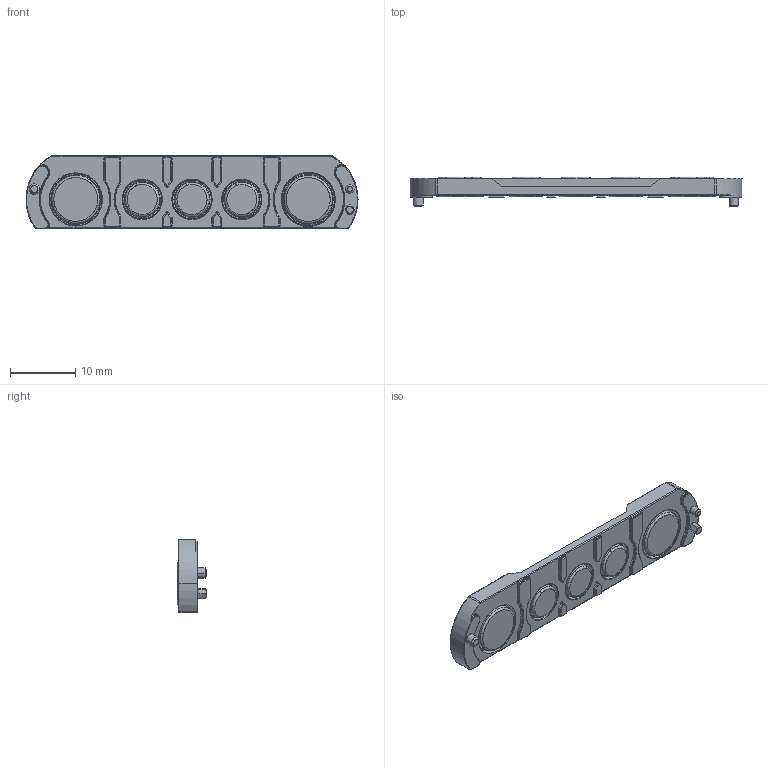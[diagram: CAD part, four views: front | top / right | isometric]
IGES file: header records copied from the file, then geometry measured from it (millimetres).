
Start section: SolidWorks IGES file using analytic representation for surfaces
Global section: file name: 22100-22101-16017-18760-Output.igs; native system: SolidWorks 2012; preprocessor: SolidWorks 2012; author: kkamath; date: 120816.114517; units: inch
Bounding box: 50.8 x 4.5 x 11.18 mm (x, y, z)
Surface area: 2797.2 mm2 (no closed solid volume)
Topology: 0 solids, 0 shells, 992 faces, 8646 edges, 8635 vertices
Faces by surface type: bspline 586, revolution 406
